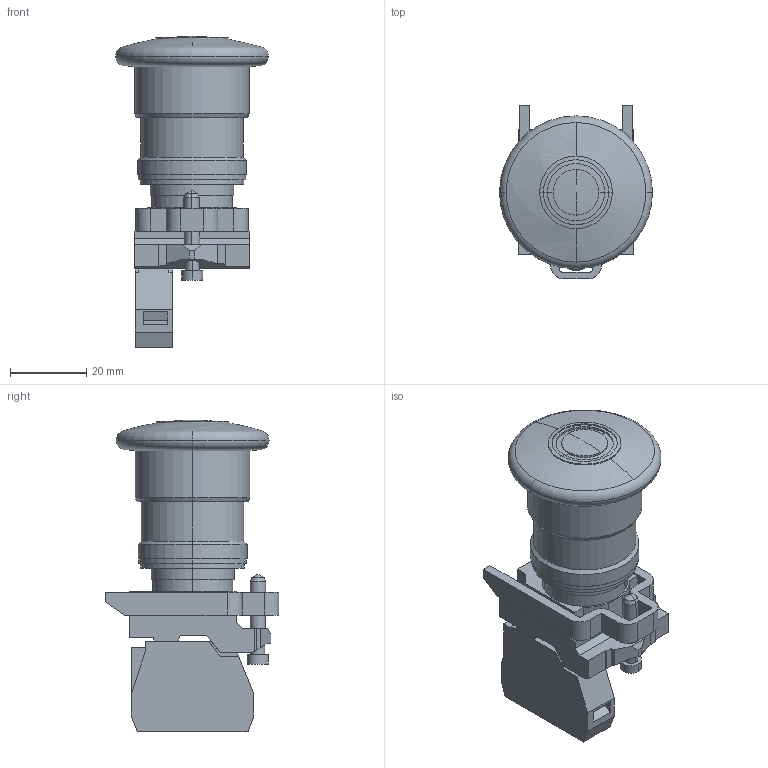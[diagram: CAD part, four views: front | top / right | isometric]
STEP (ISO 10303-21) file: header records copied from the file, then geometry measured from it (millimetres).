
FILE_DESCRIPTION((''),'2;1');
FILE_NAME('XB4BT842-3D','2020-12-18T15:05:37',('SESA231899'),('Schneider-Electric'),'CREO PARAMETRIC BY PTC INC, 2019164','CREO PARAMETRIC BY PTC INC, 2019164','');
FILE_SCHEMA(('AP242_MANAGED_MODEL_BASED_3D_ENGINEERING_MIM_LF { 1 0 10303 442 1 1 4 }'));
Length unit declared in the file: millimetre
Products named in the file (1): XB4BT842-3D
Bounding box: 40 x 45.48 x 81.5 mm (x, y, z)
Volume: 46118.4 mm3; surface area: 15167.2 mm2
Topology: 4 solids, 4 shells, 191 faces, 494 edges, 315 vertices
Faces by surface type: plane 113, cylinder 52, cone 18, torus 4, sphere 4
Entity records: 35834 total; most frequent: CARTESIAN_POINT 27954, DIRECTION 1058, ORIENTED_EDGE 978, EDGE_CURVE 489, POLYLINE 462, FILL_AREA_STYLE_COLOUR 378, FILL_AREA_STYLE 378, SURFACE_STYLE_FILL_AREA 378
